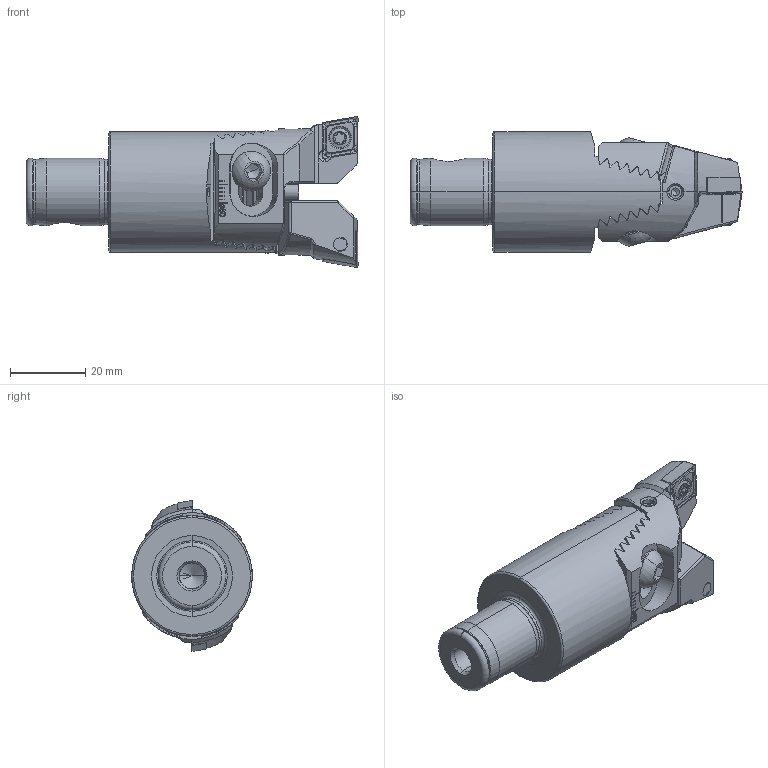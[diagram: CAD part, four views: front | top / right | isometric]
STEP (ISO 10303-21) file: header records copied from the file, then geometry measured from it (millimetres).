
FILE_DESCRIPTION (( 'STEP AP214' ), '1' );
FILE_NAME ('D04.032.040.066.STEP', '2015-10-05T07:20:52', ( 'SWIAdmin' ), ( 'Hewlett-Packard Company' ), 'SwSTEP 2.0', 'SolidWorks 2015', '' );
FILE_SCHEMA (( 'AUTOMOTIVE_DESIGN' ));
Length unit declared in the file: millimetre
Products named in the file (11): Z32-ER1.002.016_A; WH3-Z32.K23.066_A; D04.032.040.066; Z32-WCB.001.021; Z32-ER3.001.013_A; CCMT09T304; WCB-ER2.001.009_A; Z32-xxx.001.021_B; Z20-ER2.001.013_A; Z32-ER1.001.016; Z32-ER1.003.016_A_gespannt
Assembly tree (15 placements, depth 3):
  D04.032.040.066
    WH3-Z32.K23.066_A
    Z32-ER1.001.016  x2
      Z32-ER1.002.016_A
      Z32-ER1.003.016_A_gespannt
    Z20-ER2.001.013_A
    Z32-WCB.001.021
      Z32-xxx.001.021_B  x2
      WCB-ER2.001.009_A  x2
      CCMT09T304  x2
      Z32-ER3.001.013_A  x2
Bounding box: 88 x 32 x 40 mm (x, y, z)
Volume: 44511.4 mm3; surface area: 18841.5 mm2
Topology: 14 solids, 14 shells, 934 faces, 2456 edges, 1522 vertices
Faces by surface type: plane 427, cylinder 217, cone 132, bspline 102, torus 36, sphere 20
Entity records: 21629 total; most frequent: CARTESIAN_POINT 7349, ORIENTED_EDGE 3050, DIRECTION 2434, EDGE_CURVE 1525, VERTEX_POINT 960, AXIS2_PLACEMENT_3D 874, LINE 686, VECTOR 686
